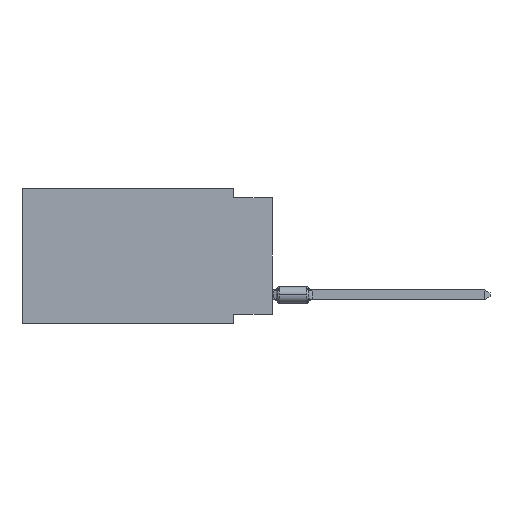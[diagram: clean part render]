
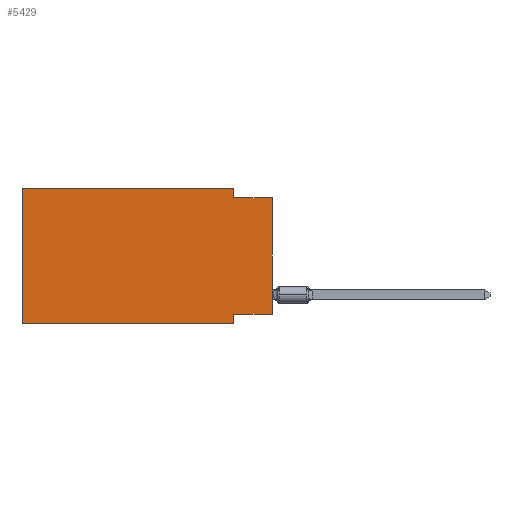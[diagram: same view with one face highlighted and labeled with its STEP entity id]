
A CAD part, left-side view. The second image highlights one B-rep face of the part: STEP entity #5429.
In plain terms, the highlighted planar face has unit normal (-1, 0, 0).
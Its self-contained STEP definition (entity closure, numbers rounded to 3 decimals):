
#302 = VECTOR ( 'NONE', #1106, 1000. ) ;
#305 = DIRECTION ( 'NONE',  ( 0., 0., -1. ) ) ;
#1106 = DIRECTION ( 'NONE',  ( 0., 0., -1. ) ) ;
#1140 = ORIENTED_EDGE ( 'NONE', *, *, #18397, .F. ) ;
#1147 = CARTESIAN_POINT ( 'NONE',  ( 0., 2.54, -8.89 ) ) ;
#1274 = VERTEX_POINT ( 'NONE', #11343 ) ;
#1755 = EDGE_CURVE ( 'NONE', #19215, #7793, #21243, .T. ) ;
#2484 = EDGE_LOOP ( 'NONE', ( #12128, #16722, #8967, #1140, #12457, #23003, #7650, #18874 ) ) ;
#3039 = CARTESIAN_POINT ( 'NONE',  ( 0., 16.383, -8.89 ) ) ;
#4025 = VERTEX_POINT ( 'NONE', #22879 ) ;
#4095 = EDGE_CURVE ( 'NONE', #7476, #6024, #13043, .T. ) ;
#4099 = DIRECTION ( 'NONE',  ( 1., 0., 0. ) ) ;
#4217 = CARTESIAN_POINT ( 'NONE',  ( 0., 2.54, -8.89 ) ) ;
#5280 = CARTESIAN_POINT ( 'NONE',  ( 0., 2.54, -0.635 ) ) ;
#5384 = EDGE_CURVE ( 'NONE', #23872, #19215, #8641, .T. ) ;
#5429 = ADVANCED_FACE ( 'NONE', ( #6555 ), #14649, .F. ) ;
#5660 = CARTESIAN_POINT ( 'NONE',  ( 0., 0., 0. ) ) ;
#5694 = VECTOR ( 'NONE', #23688, 1000. ) ;
#5826 = VECTOR ( 'NONE', #9846, 1000. ) ;
#6024 = VERTEX_POINT ( 'NONE', #17208 ) ;
#6555 = FACE_OUTER_BOUND ( 'NONE', #2484, .T. ) ;
#6762 = LINE ( 'NONE', #24791, #8514 ) ;
#7317 = DIRECTION ( 'NONE',  ( 0., 0., 1. ) ) ;
#7476 = VERTEX_POINT ( 'NONE', #3039 ) ;
#7650 = ORIENTED_EDGE ( 'NONE', *, *, #1755, .F. ) ;
#7793 = VERTEX_POINT ( 'NONE', #4217 ) ;
#8481 = CARTESIAN_POINT ( 'NONE',  ( 0., 0., -8.255 ) ) ;
#8514 = VECTOR ( 'NONE', #20603, 1000. ) ;
#8641 = LINE ( 'NONE', #18177, #9441 ) ;
#8967 = ORIENTED_EDGE ( 'NONE', *, *, #22050, .F. ) ;
#9441 = VECTOR ( 'NONE', #14133, 1000. ) ;
#9507 = EDGE_CURVE ( 'NONE', #7476, #7793, #6762, .T. ) ;
#9846 = DIRECTION ( 'NONE',  ( 0., -1., 0. ) ) ;
#10263 = CARTESIAN_POINT ( 'NONE',  ( 0., 0., -0.635 ) ) ;
#11343 = CARTESIAN_POINT ( 'NONE',  ( 0., 0., -0.635 ) ) ;
#12128 = ORIENTED_EDGE ( 'NONE', *, *, #21062, .T. ) ;
#12216 = DIRECTION ( 'NONE',  ( 0., -1., 0. ) ) ;
#12457 = ORIENTED_EDGE ( 'NONE', *, *, #4095, .F. ) ;
#12842 = CARTESIAN_POINT ( 'NONE',  ( 0., 2.54, 0. ) ) ;
#13043 = LINE ( 'NONE', #21029, #21245 ) ;
#14133 = DIRECTION ( 'NONE',  ( 0., 1., 0. ) ) ;
#14649 = PLANE ( 'NONE',  #25304 ) ;
#16106 = LINE ( 'NONE', #23955, #5826 ) ;
#16722 = ORIENTED_EDGE ( 'NONE', *, *, #19269, .F. ) ;
#17208 = CARTESIAN_POINT ( 'NONE',  ( 0., 16.383, 0. ) ) ;
#17447 = DIRECTION ( 'NONE',  ( 0., 0., -1. ) ) ;
#17648 = LINE ( 'NONE', #5660, #5694 ) ;
#18177 = CARTESIAN_POINT ( 'NONE',  ( 0., 0., -8.255 ) ) ;
#18397 = EDGE_CURVE ( 'NONE', #6024, #4025, #16106, .T. ) ;
#18874 = ORIENTED_EDGE ( 'NONE', *, *, #5384, .F. ) ;
#18981 = LINE ( 'NONE', #12842, #302 ) ;
#19215 = VERTEX_POINT ( 'NONE', #21364 ) ;
#19269 = EDGE_CURVE ( 'NONE', #23107, #1274, #22417, .T. ) ;
#20603 = DIRECTION ( 'NONE',  ( 0., -1., 0. ) ) ;
#21029 = CARTESIAN_POINT ( 'NONE',  ( 0., 16.383, 0. ) ) ;
#21062 = EDGE_CURVE ( 'NONE', #23872, #1274, #17648, .T. ) ;
#21243 = LINE ( 'NONE', #1147, #22833 ) ;
#21245 = VECTOR ( 'NONE', #7317, 1000. ) ;
#21364 = CARTESIAN_POINT ( 'NONE',  ( 0., 2.54, -8.255 ) ) ;
#22050 = EDGE_CURVE ( 'NONE', #4025, #23107, #18981, .T. ) ;
#22127 = VECTOR ( 'NONE', #12216, 1000. ) ;
#22417 = LINE ( 'NONE', #10263, #22127 ) ;
#22496 = CARTESIAN_POINT ( 'NONE',  ( 0., 16.383, 0. ) ) ;
#22833 = VECTOR ( 'NONE', #17447, 1000. ) ;
#22879 = CARTESIAN_POINT ( 'NONE',  ( 0., 2.54, 0. ) ) ;
#23003 = ORIENTED_EDGE ( 'NONE', *, *, #9507, .T. ) ;
#23107 = VERTEX_POINT ( 'NONE', #5280 ) ;
#23688 = DIRECTION ( 'NONE',  ( 0., 0., 1. ) ) ;
#23872 = VERTEX_POINT ( 'NONE', #8481 ) ;
#23955 = CARTESIAN_POINT ( 'NONE',  ( 0., 16.383, 0. ) ) ;
#24791 = CARTESIAN_POINT ( 'NONE',  ( 0., 16.383, -8.89 ) ) ;
#25304 = AXIS2_PLACEMENT_3D ( 'NONE', #22496, #4099, #305 ) ;
